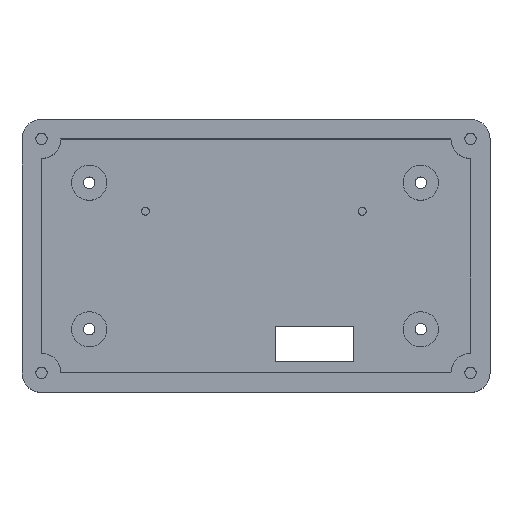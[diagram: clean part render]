
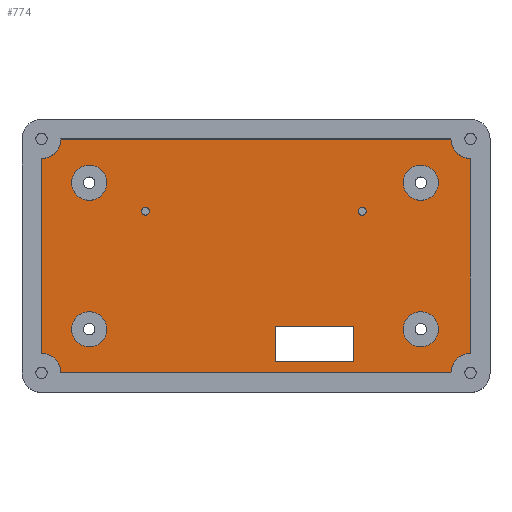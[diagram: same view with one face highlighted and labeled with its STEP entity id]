
A CAD part, top view. The second image highlights one B-rep face of the part: STEP entity #774.
In plain terms, the highlighted planar face has unit normal (0, 0, 1).
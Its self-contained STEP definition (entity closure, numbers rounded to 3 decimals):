
#46=FACE_BOUND('',#201,.T.);
#47=FACE_BOUND('',#202,.T.);
#48=FACE_BOUND('',#203,.T.);
#49=FACE_BOUND('',#204,.T.);
#50=FACE_BOUND('',#205,.T.);
#51=FACE_BOUND('',#206,.T.);
#52=FACE_BOUND('',#207,.T.);
#71=CIRCLE('',#813,1.);
#73=CIRCLE('',#817,1.);
#78=CIRCLE('',#831,5.);
#79=CIRCLE('',#833,5.);
#80=CIRCLE('',#835,5.);
#81=CIRCLE('',#837,5.);
#98=CIRCLE('',#871,4.5);
#99=CIRCLE('',#873,4.5);
#100=CIRCLE('',#875,4.5);
#101=CIRCLE('',#877,4.5);
#144=FACE_OUTER_BOUND('',#200,.T.);
#200=EDGE_LOOP('',(#661,#662,#663,#664,#665,#666,#667,#668));
#201=EDGE_LOOP('',(#669,#670,#671,#672));
#202=EDGE_LOOP('',(#673));
#203=EDGE_LOOP('',(#674));
#204=EDGE_LOOP('',(#675));
#205=EDGE_LOOP('',(#676));
#206=EDGE_LOOP('',(#677));
#207=EDGE_LOOP('',(#678));
#219=LINE('',#1134,#277);
#223=LINE('',#1141,#281);
#226=LINE('',#1147,#284);
#228=LINE('',#1150,#286);
#271=LINE('',#1335,#329);
#272=LINE('',#1337,#330);
#273=LINE('',#1338,#331);
#274=LINE('',#1339,#332);
#277=VECTOR('',#890,10.);
#281=VECTOR('',#896,10.);
#284=VECTOR('',#901,10.);
#286=VECTOR('',#905,10.);
#329=VECTOR('',#1112,10.);
#330=VECTOR('',#1115,10.);
#331=VECTOR('',#1116,10.);
#332=VECTOR('',#1117,10.);
#335=VERTEX_POINT('',#1131);
#336=VERTEX_POINT('',#1133);
#338=VERTEX_POINT('',#1139);
#340=VERTEX_POINT('',#1145);
#362=VERTEX_POINT('',#1196);
#364=VERTEX_POINT('',#1203);
#373=VERTEX_POINT('',#1239);
#374=VERTEX_POINT('',#1241);
#375=VERTEX_POINT('',#1245);
#376=VERTEX_POINT('',#1247);
#377=VERTEX_POINT('',#1251);
#378=VERTEX_POINT('',#1253);
#379=VERTEX_POINT('',#1257);
#380=VERTEX_POINT('',#1259);
#397=VERTEX_POINT('',#1319);
#398=VERTEX_POINT('',#1323);
#399=VERTEX_POINT('',#1327);
#400=VERTEX_POINT('',#1331);
#403=EDGE_CURVE('',#336,#335,#219,.T.);
#407=EDGE_CURVE('',#335,#338,#223,.T.);
#410=EDGE_CURVE('',#338,#340,#226,.T.);
#412=EDGE_CURVE('',#340,#336,#228,.T.);
#435=EDGE_CURVE('',#362,#362,#71,.T.);
#438=EDGE_CURVE('',#364,#364,#73,.T.);
#456=EDGE_CURVE('',#373,#374,#78,.F.);
#459=EDGE_CURVE('',#375,#376,#79,.F.);
#462=EDGE_CURVE('',#377,#378,#80,.F.);
#465=EDGE_CURVE('',#379,#380,#81,.F.);
#492=EDGE_CURVE('',#397,#397,#98,.T.);
#494=EDGE_CURVE('',#398,#398,#99,.T.);
#496=EDGE_CURVE('',#399,#399,#100,.T.);
#498=EDGE_CURVE('',#400,#400,#101,.T.);
#499=EDGE_CURVE('',#373,#378,#271,.T.);
#500=EDGE_CURVE('',#377,#380,#272,.T.);
#501=EDGE_CURVE('',#379,#376,#273,.T.);
#502=EDGE_CURVE('',#375,#374,#274,.T.);
#661=ORIENTED_EDGE('',*,*,#462,.F.);
#662=ORIENTED_EDGE('',*,*,#500,.T.);
#663=ORIENTED_EDGE('',*,*,#465,.F.);
#664=ORIENTED_EDGE('',*,*,#501,.T.);
#665=ORIENTED_EDGE('',*,*,#459,.F.);
#666=ORIENTED_EDGE('',*,*,#502,.T.);
#667=ORIENTED_EDGE('',*,*,#456,.F.);
#668=ORIENTED_EDGE('',*,*,#499,.T.);
#669=ORIENTED_EDGE('',*,*,#403,.T.);
#670=ORIENTED_EDGE('',*,*,#407,.T.);
#671=ORIENTED_EDGE('',*,*,#410,.T.);
#672=ORIENTED_EDGE('',*,*,#412,.T.);
#673=ORIENTED_EDGE('',*,*,#435,.T.);
#674=ORIENTED_EDGE('',*,*,#438,.T.);
#675=ORIENTED_EDGE('',*,*,#492,.T.);
#676=ORIENTED_EDGE('',*,*,#494,.T.);
#677=ORIENTED_EDGE('',*,*,#496,.T.);
#678=ORIENTED_EDGE('',*,*,#498,.T.);
#727=PLANE('',#879);
#774=ADVANCED_FACE('',(#144,#46,#47,#48,#49,#50,#51,#52),#727,.T.);
#813=AXIS2_PLACEMENT_3D('',#1198,#947,#948);
#817=AXIS2_PLACEMENT_3D('',#1205,#956,#957);
#831=AXIS2_PLACEMENT_3D('',#1242,#997,#998);
#833=AXIS2_PLACEMENT_3D('',#1248,#1003,#1004);
#835=AXIS2_PLACEMENT_3D('',#1254,#1009,#1010);
#837=AXIS2_PLACEMENT_3D('',#1260,#1015,#1016);
#871=AXIS2_PLACEMENT_3D('',#1321,#1093,#1094);
#873=AXIS2_PLACEMENT_3D('',#1325,#1098,#1099);
#875=AXIS2_PLACEMENT_3D('',#1329,#1103,#1104);
#877=AXIS2_PLACEMENT_3D('',#1333,#1108,#1109);
#879=AXIS2_PLACEMENT_3D('',#1336,#1113,#1114);
#890=DIRECTION('',(0.,1.,0.));
#896=DIRECTION('',(1.,0.,0.));
#901=DIRECTION('',(0.,-1.,0.));
#905=DIRECTION('',(-1.,0.,0.));
#947=DIRECTION('center_axis',(0.,0.,-1.));
#948=DIRECTION('ref_axis',(-1.,0.,0.));
#956=DIRECTION('center_axis',(0.,0.,-1.));
#957=DIRECTION('ref_axis',(-1.,0.,0.));
#997=DIRECTION('center_axis',(0.,0.,-1.));
#998=DIRECTION('ref_axis',(-0.707,0.707,0.));
#1003=DIRECTION('center_axis',(0.,0.,-1.));
#1004=DIRECTION('ref_axis',(0.707,0.707,0.));
#1009=DIRECTION('center_axis',(0.,0.,-1.));
#1010=DIRECTION('ref_axis',(-0.707,-0.707,0.));
#1015=DIRECTION('center_axis',(0.,0.,-1.));
#1016=DIRECTION('ref_axis',(0.707,-0.707,0.));
#1093=DIRECTION('center_axis',(0.,0.,-1.));
#1094=DIRECTION('ref_axis',(-1.,0.,0.));
#1098=DIRECTION('center_axis',(0.,0.,-1.));
#1099=DIRECTION('ref_axis',(-1.,0.,0.));
#1103=DIRECTION('center_axis',(0.,0.,-1.));
#1104=DIRECTION('ref_axis',(-1.,0.,0.));
#1108=DIRECTION('center_axis',(0.,0.,-1.));
#1109=DIRECTION('ref_axis',(-1.,0.,0.));
#1112=DIRECTION('',(0.,1.,0.));
#1113=DIRECTION('center_axis',(0.,0.,1.));
#1114=DIRECTION('ref_axis',(1.,0.,0.));
#1115=DIRECTION('',(-1.,0.,0.));
#1116=DIRECTION('',(0.,-1.,0.));
#1117=DIRECTION('',(1.,0.,0.));
#1131=CARTESIAN_POINT('',(5.,-18.,2.));
#1133=CARTESIAN_POINT('',(5.,-27.,2.));
#1134=CARTESIAN_POINT('',(5.,-9.,2.));
#1139=CARTESIAN_POINT('',(25.,-18.,2.));
#1141=CARTESIAN_POINT('',(12.5,-18.,2.));
#1145=CARTESIAN_POINT('',(25.,-27.,2.));
#1147=CARTESIAN_POINT('',(25.,-13.5,2.));
#1150=CARTESIAN_POINT('',(2.5,-27.,2.));
#1196=CARTESIAN_POINT('',(-27.355,11.475,2.));
#1198=CARTESIAN_POINT('Origin',(-28.355,11.475,2.));
#1203=CARTESIAN_POINT('',(28.255,11.475,2.));
#1205=CARTESIAN_POINT('Origin',(27.255,11.475,2.));
#1239=CARTESIAN_POINT('',(55.,-25.,2.));
#1241=CARTESIAN_POINT('',(50.,-30.,2.));
#1242=CARTESIAN_POINT('Origin',(55.,-30.,2.));
#1245=CARTESIAN_POINT('',(-50.,-30.,2.));
#1247=CARTESIAN_POINT('',(-55.,-25.,2.));
#1248=CARTESIAN_POINT('Origin',(-55.,-30.,2.));
#1251=CARTESIAN_POINT('',(50.,30.,2.));
#1253=CARTESIAN_POINT('',(55.,25.,2.));
#1254=CARTESIAN_POINT('Origin',(55.,30.,2.));
#1257=CARTESIAN_POINT('',(-55.,25.,2.));
#1259=CARTESIAN_POINT('',(-50.,30.,2.));
#1260=CARTESIAN_POINT('Origin',(-55.,30.,2.));
#1319=CARTESIAN_POINT('',(46.75,-18.775,2.));
#1321=CARTESIAN_POINT('Origin',(42.25,-18.775,2.));
#1323=CARTESIAN_POINT('',(-38.25,-18.775,2.));
#1325=CARTESIAN_POINT('Origin',(-42.75,-18.775,2.));
#1327=CARTESIAN_POINT('',(46.75,18.815,2.));
#1329=CARTESIAN_POINT('Origin',(42.25,18.815,2.));
#1331=CARTESIAN_POINT('',(-38.25,18.815,2.));
#1333=CARTESIAN_POINT('Origin',(-42.75,18.815,2.));
#1335=CARTESIAN_POINT('',(55.,15.,2.));
#1336=CARTESIAN_POINT('Origin',(0.,0.,
2.));
#1337=CARTESIAN_POINT('',(-27.5,30.,2.));
#1338=CARTESIAN_POINT('',(-55.,-15.,2.));
#1339=CARTESIAN_POINT('',(27.5,-30.,2.));
